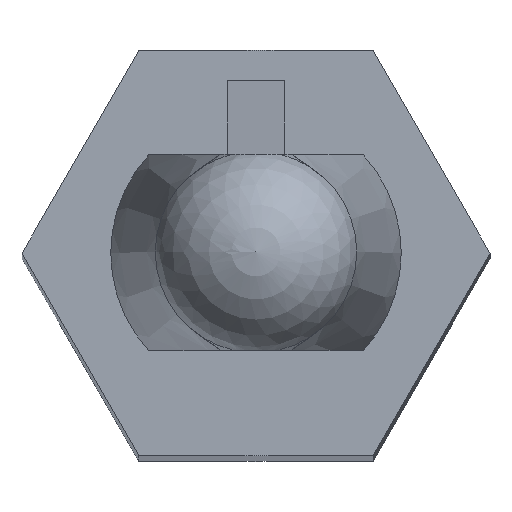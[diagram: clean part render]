
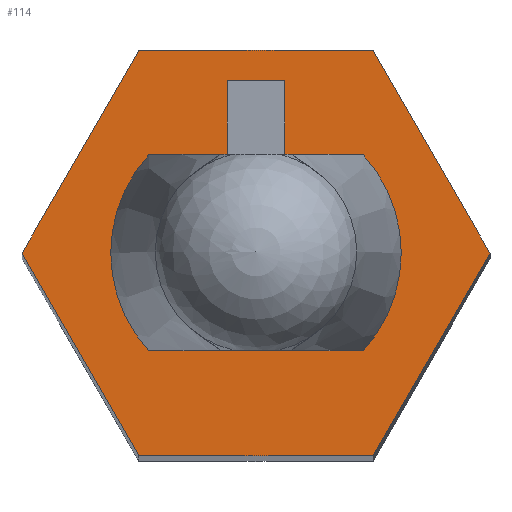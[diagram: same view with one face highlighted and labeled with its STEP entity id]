
A CAD part, top view. The second image highlights one B-rep face of the part: STEP entity #114.
In plain terms, the highlighted planar face has unit normal (0, 0, 1).
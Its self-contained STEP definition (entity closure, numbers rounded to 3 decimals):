
#114 = ADVANCED_FACE( '', ( #241, #242, #243 ), #244, .F. );
#241 = FACE_BOUND( '', #377, .T. );
#242 = FACE_BOUND( '', #378, .T. );
#243 = FACE_OUTER_BOUND( '', #379, .T. );
#244 = PLANE( '', #380 );
#377 = EDGE_LOOP( '', ( #630, #631, #632, #633 ) );
#378 = EDGE_LOOP( '', ( #634, #635, #636, #637 ) );
#379 = EDGE_LOOP( '', ( #638, #639, #640, #641, #642, #643 ) );
#380 = AXIS2_PLACEMENT_3D( '', #644, #645, #646 );
#630 = ORIENTED_EDGE( '', *, *, #877, .T. );
#631 = ORIENTED_EDGE( '', *, *, #878, .T. );
#632 = ORIENTED_EDGE( '', *, *, #879, .T. );
#633 = ORIENTED_EDGE( '', *, *, #781, .T. );
#634 = ORIENTED_EDGE( '', *, *, #880, .T. );
#635 = ORIENTED_EDGE( '', *, *, #881, .T. );
#636 = ORIENTED_EDGE( '', *, *, #882, .F. );
#637 = ORIENTED_EDGE( '', *, *, #883, .T. );
#638 = ORIENTED_EDGE( '', *, *, #797, .F. );
#639 = ORIENTED_EDGE( '', *, *, #822, .F. );
#640 = ORIENTED_EDGE( '', *, *, #817, .F. );
#641 = ORIENTED_EDGE( '', *, *, #884, .F. );
#642 = ORIENTED_EDGE( '', *, *, #864, .F. );
#643 = ORIENTED_EDGE( '', *, *, #871, .F. );
#644 = CARTESIAN_POINT( '', ( 0., 0., 50. ) );
#645 = DIRECTION( '', ( 0., 0., -1. ) );
#646 = DIRECTION( '', ( -1., 0., 0. ) );
#781 = EDGE_CURVE( '', #919, #920, #921, .T. );
#797 = EDGE_CURVE( '', #948, #950, #951, .T. );
#817 = EDGE_CURVE( '', #981, #983, #984, .T. );
#822 = EDGE_CURVE( '', #983, #948, #991, .T. );
#864 = EDGE_CURVE( '', #1045, #1047, #1048, .T. );
#871 = EDGE_CURVE( '', #950, #1045, #1056, .T. );
#877 = EDGE_CURVE( '', #920, #1064, #1065, .T. );
#878 = EDGE_CURVE( '', #1064, #1066, #1067, .T. );
#879 = EDGE_CURVE( '', #1066, #919, #1068, .T. );
#880 = EDGE_CURVE( '', #1069, #1070, #1071, .T. );
#881 = EDGE_CURVE( '', #1070, #1072, #1073, .T. );
#882 = EDGE_CURVE( '', #1074, #1072, #1075, .T. );
#883 = EDGE_CURVE( '', #1074, #1069, #1076, .T. );
#884 = EDGE_CURVE( '', #1047, #981, #1077, .T. );
#919 = VERTEX_POINT( '', #1118 );
#920 = VERTEX_POINT( '', #1119 );
#921 = CIRCLE( '', #1120, 2. );
#948 = VERTEX_POINT( '', #1160 );
#950 = VERTEX_POINT( '', #1163 );
#951 = LINE( '', #1164, #1165 );
#981 = VERTEX_POINT( '', #1204 );
#983 = VERTEX_POINT( '', #1207 );
#984 = LINE( '', #1208, #1209 );
#991 = LINE( '', #1219, #1220 );
#1045 = VERTEX_POINT( '', #1310 );
#1047 = VERTEX_POINT( '', #1313 );
#1048 = LINE( '', #1314, #1315 );
#1056 = LINE( '', #1326, #1327 );
#1064 = VERTEX_POINT( '', #1338 );
#1065 = LINE( '', #1339, #1340 );
#1066 = VERTEX_POINT( '', #1341 );
#1067 = LINE( '', #1342, #1343 );
#1068 = LINE( '', #1344, #1345 );
#1069 = VERTEX_POINT( '', #1346 );
#1070 = VERTEX_POINT( '', #1347 );
#1071 = CIRCLE( '', #1348, 2. );
#1072 = VERTEX_POINT( '', #1349 );
#1073 = LINE( '', #1350, #1351 );
#1074 = VERTEX_POINT( '', #1352 );
#1075 = LINE( '', #1353, #1354 );
#1076 = LINE( '', #1355, #1356 );
#1077 = LINE( '', #1357, #1358 );
#1118 = CARTESIAN_POINT( '', ( 1.377, 1.45, 50. ) );
#1119 = CARTESIAN_POINT( '', ( 1.377, -1.45, 50. ) );
#1120 = AXIS2_PLACEMENT_3D( '', #1437, #1438, #1439 );
#1160 = CARTESIAN_POINT( '', ( 3.464, 0., 50. ) );
#1163 = CARTESIAN_POINT( '', ( 1.732, -3., 50. ) );
#1164 = CARTESIAN_POINT( '', ( 3.464, 0., 50. ) );
#1165 = VECTOR( '', #1457, 1000. );
#1204 = CARTESIAN_POINT( '', ( -1.732, 3., 50. ) );
#1207 = CARTESIAN_POINT( '', ( 1.732, 3., 50. ) );
#1208 = CARTESIAN_POINT( '', ( -1.732, 3., 50. ) );
#1209 = VECTOR( '', #1480, 1000. );
#1219 = CARTESIAN_POINT( '', ( 1.732, 3., 50. ) );
#1220 = VECTOR( '', #1484, 1000. );
#1310 = CARTESIAN_POINT( '', ( -1.732, -3., 50. ) );
#1313 = CARTESIAN_POINT( '', ( -3.464, 0., 50. ) );
#1314 = CARTESIAN_POINT( '', ( -3.464, 0., 50. ) );
#1315 = VECTOR( '', #1533, 1000. );
#1326 = CARTESIAN_POINT( '', ( 1.732, -3., 50. ) );
#1327 = VECTOR( '', #1537, 1000. );
#1338 = CARTESIAN_POINT( '', ( 1., -1.45, 50. ) );
#1339 = CARTESIAN_POINT( '', ( 2.15, -1.45, 50. ) );
#1340 = VECTOR( '', #1541, 1000. );
#1341 = CARTESIAN_POINT( '', ( 1., 1.45, 50. ) );
#1342 = CARTESIAN_POINT( '', ( 1., -1.45, 50. ) );
#1343 = VECTOR( '', #1542, 1000. );
#1344 = CARTESIAN_POINT( '', ( -2.15, 1.45, 50. ) );
#1345 = VECTOR( '', #1543, 1000. );
#1346 = CARTESIAN_POINT( '', ( -1.377, -1.45, 50. ) );
#1347 = CARTESIAN_POINT( '', ( -1.377, 1.45, 50. ) );
#1348 = AXIS2_PLACEMENT_3D( '', #1544, #1545, #1546 );
#1349 = CARTESIAN_POINT( '', ( -1., 1.45, 50. ) );
#1350 = CARTESIAN_POINT( '', ( -2.15, 1.45, 50. ) );
#1351 = VECTOR( '', #1547, 1000. );
#1352 = CARTESIAN_POINT( '', ( -1., -1.45, 50. ) );
#1353 = CARTESIAN_POINT( '', ( -1., -1.45, 50. ) );
#1354 = VECTOR( '', #1548, 1000. );
#1355 = CARTESIAN_POINT( '', ( 2.15, -1.45, 50. ) );
#1356 = VECTOR( '', #1549, 1000. );
#1357 = CARTESIAN_POINT( '', ( -1.732, 3., 50. ) );
#1358 = VECTOR( '', #1550, 1000. );
#1437 = CARTESIAN_POINT( '', ( 0., 0., 50. ) );
#1438 = DIRECTION( '', ( 0., 0., -1. ) );
#1439 = DIRECTION( '', ( -1., 0., 0. ) );
#1457 = DIRECTION( '', ( -0.5, -0.866, 0. ) );
#1480 = DIRECTION( '', ( 1., 0., 0. ) );
#1484 = DIRECTION( '', ( 0.5, -0.866, 0. ) );
#1533 = DIRECTION( '', ( -0.5, 0.866, 0. ) );
#1537 = DIRECTION( '', ( -1., 0., 0. ) );
#1541 = DIRECTION( '', ( -1., 0., 0. ) );
#1542 = DIRECTION( '', ( 0., 1., 0. ) );
#1543 = DIRECTION( '', ( 1., 0., 0. ) );
#1544 = CARTESIAN_POINT( '', ( 0., 0., 50. ) );
#1545 = DIRECTION( '', ( 0., 0., -1. ) );
#1546 = DIRECTION( '', ( -1., 0., 0. ) );
#1547 = DIRECTION( '', ( 1., 0., 0. ) );
#1548 = DIRECTION( '', ( 0., 1., 0. ) );
#1549 = DIRECTION( '', ( -1., 0., 0. ) );
#1550 = DIRECTION( '', ( 0.5, 0.866, 0. ) );
